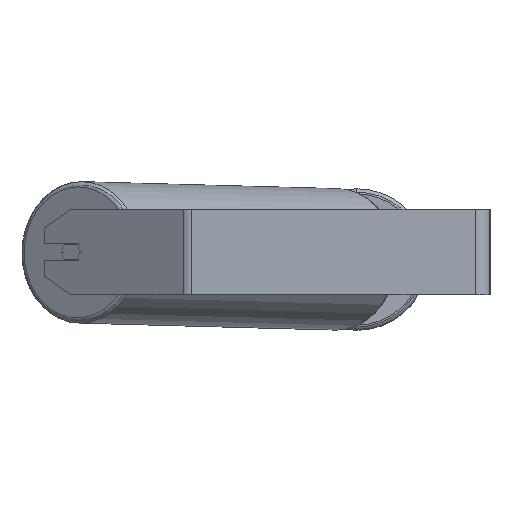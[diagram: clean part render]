
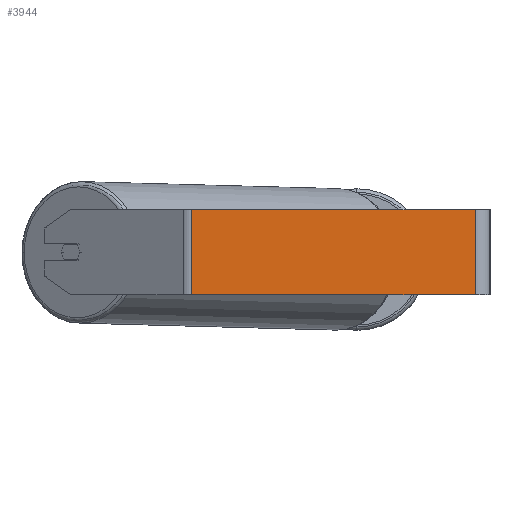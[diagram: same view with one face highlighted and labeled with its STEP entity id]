
A CAD part, left-side view. The second image highlights one B-rep face of the part: STEP entity #3944.
In plain terms, the highlighted planar face has unit normal (-1, 0, 0).
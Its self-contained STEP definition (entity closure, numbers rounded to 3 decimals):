
#244 = EDGE_CURVE ( 'NONE', #8046, #7397, #3355, .T. ) ;
#526 = LINE ( 'NONE', #3879, #4993 ) ;
#838 = CARTESIAN_POINT ( 'NONE',  ( -700., 284.697, 40. ) ) ;
#1302 = EDGE_CURVE ( 'NONE', #1402, #8046, #526, .T. ) ;
#1387 = DIRECTION ( 'NONE',  ( 0., -1., 0. ) ) ;
#1402 = VERTEX_POINT ( 'NONE', #2088 ) ;
#1562 = PLANE ( 'NONE',  #6607 ) ;
#2042 = CARTESIAN_POINT ( 'NONE',  ( -700., 14., 40. ) ) ;
#2088 = CARTESIAN_POINT ( 'NONE',  ( -700., 280.283, 40. ) ) ;
#2414 = CARTESIAN_POINT ( 'NONE',  ( -700., 14., 40. ) ) ;
#2963 = ORIENTED_EDGE ( 'NONE', *, *, #8036, .F. ) ;
#3196 = ORIENTED_EDGE ( 'NONE', *, *, #1302, .T. ) ;
#3355 = LINE ( 'NONE', #3398, #6021 ) ;
#3398 = CARTESIAN_POINT ( 'NONE',  ( -700., 284.697, -40. ) ) ;
#3716 = CARTESIAN_POINT ( 'NONE',  ( -700., 284.697, 40. ) ) ;
#3786 = ORIENTED_EDGE ( 'NONE', *, *, #4114, .F. ) ;
#3879 = CARTESIAN_POINT ( 'NONE',  ( -700., 280.283, 40. ) ) ;
#3944 = ADVANCED_FACE ( 'NONE', ( #4996 ), #1562, .F. ) ;
#4114 = EDGE_CURVE ( 'NONE', #1402, #6158, #5244, .T. ) ;
#4175 = DIRECTION ( 'NONE',  ( 0., 0., -1. ) ) ;
#4283 = DIRECTION ( 'NONE',  ( 0., 0., -1. ) ) ;
#4664 = DIRECTION ( 'NONE',  ( 0., 0., -1. ) ) ;
#4932 = VECTOR ( 'NONE', #4175, 1000. ) ;
#4993 = VECTOR ( 'NONE', #4664, 1000. ) ;
#4996 = FACE_OUTER_BOUND ( 'NONE', #5509, .T. ) ;
#5244 = LINE ( 'NONE', #838, #8161 ) ;
#5363 = LINE ( 'NONE', #2042, #4932 ) ;
#5447 = CARTESIAN_POINT ( 'NONE',  ( -700., 280.283, -40. ) ) ;
#5509 = EDGE_LOOP ( 'NONE', ( #7134, #2963, #3786, #3196 ) ) ;
#6021 = VECTOR ( 'NONE', #1387, 1000. ) ;
#6158 = VERTEX_POINT ( 'NONE', #2414 ) ;
#6403 = DIRECTION ( 'NONE',  ( 1., 0., 0. ) ) ;
#6607 = AXIS2_PLACEMENT_3D ( 'NONE', #3716, #6403, #4283 ) ;
#6775 = DIRECTION ( 'NONE',  ( 0., -1., 0. ) ) ;
#7134 = ORIENTED_EDGE ( 'NONE', *, *, #244, .T. ) ;
#7397 = VERTEX_POINT ( 'NONE', #8066 ) ;
#8036 = EDGE_CURVE ( 'NONE', #6158, #7397, #5363, .T. ) ;
#8046 = VERTEX_POINT ( 'NONE', #5447 ) ;
#8066 = CARTESIAN_POINT ( 'NONE',  ( -700., 14., -40. ) ) ;
#8161 = VECTOR ( 'NONE', #6775, 1000. ) ;
